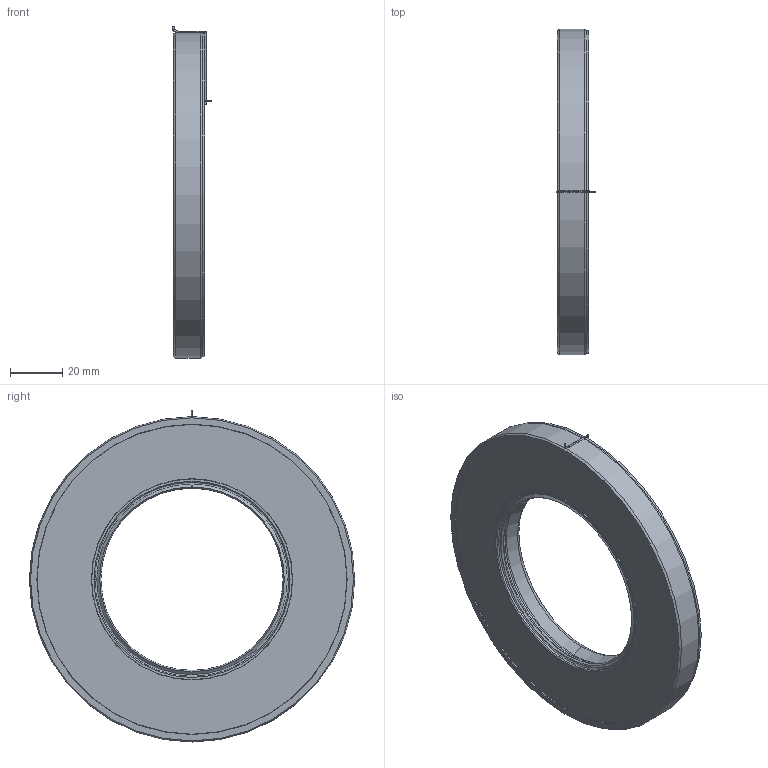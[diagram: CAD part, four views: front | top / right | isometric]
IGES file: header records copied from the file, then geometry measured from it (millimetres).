
Start section: Data from XPlus IGES,  Spatial Corp. Copyright (c) 1999-2006 .
Global section: file name: trelleborg_tre600700-n7mm_bm9n0jk8jrwns83dfyhhe5hd8.igs; native system:  By Spatial Corp.; preprocessor: XPlus ACIS/IGES; author: TraceParts; organization: TraceParts S.A.; date: 20110124.121347; units: millimetre
Bounding box: 14.85 x 125 x 127.55 mm (x, y, z)
Surface area: 76878.7 mm2 (no closed solid volume)
Topology: 0 solids, 0 shells, 115 faces, 545 edges, 543 vertices
Faces by surface type: revolution 94, extrusion 21
